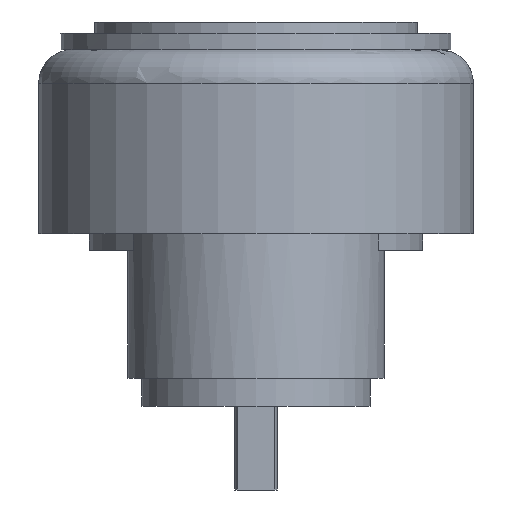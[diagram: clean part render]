
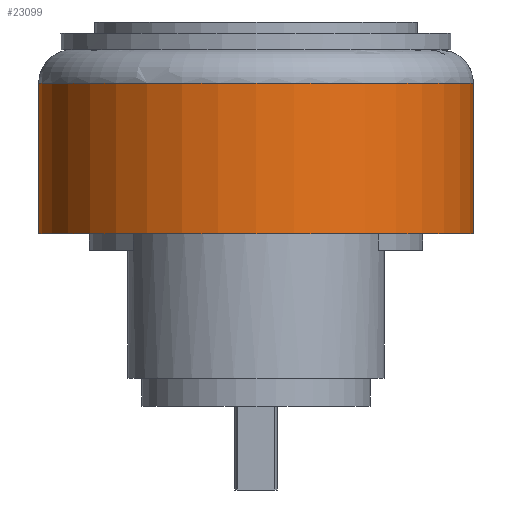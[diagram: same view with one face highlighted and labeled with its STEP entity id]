
A CAD part, left-side view. The second image highlights one B-rep face of the part: STEP entity #23099.
In plain terms, the highlighted cylindrical face has radius 39 mm (diameter 78 mm), a partial arc.
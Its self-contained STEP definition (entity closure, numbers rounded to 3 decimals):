
#525=CYLINDRICAL_SURFACE('',#24633,39.);
#994=FACE_OUTER_BOUND('',#2267,.T.);
#2267=EDGE_LOOP('',(#16086,#16087,#16088,#16089));
#3639=CIRCLE('',#24634,39.);
#3640=CIRCLE('',#24635,39.);
#4808=LINE('',#36211,#7102);
#4809=LINE('',#36214,#7103);
#7102=VECTOR('',#27789,10.);
#7103=VECTOR('',#27792,10.);
#9491=VERTEX_POINT('',#36207);
#9492=VERTEX_POINT('',#36208);
#9493=VERTEX_POINT('',#36210);
#9494=VERTEX_POINT('',#36212);
#12001=EDGE_CURVE('',#9491,#9492,#3639,.T.);
#12002=EDGE_CURVE('',#9493,#9491,#4808,.T.);
#12003=EDGE_CURVE('',#9493,#9494,#3640,.T.);
#12004=EDGE_CURVE('',#9494,#9492,#4809,.T.);
#16086=ORIENTED_EDGE('',*,*,#12001,.F.);
#16087=ORIENTED_EDGE('',*,*,#12002,.F.);
#16088=ORIENTED_EDGE('',*,*,#12003,.T.);
#16089=ORIENTED_EDGE('',*,*,#12004,.T.);
#23099=ADVANCED_FACE('',(#994),#525,.T.);
#24633=AXIS2_PLACEMENT_3D('',#36206,#27785,#27786);
#24634=AXIS2_PLACEMENT_3D('',#36209,#27787,#27788);
#24635=AXIS2_PLACEMENT_3D('',#36213,#27790,#27791);
#27785=DIRECTION('center_axis',(0.,0.,
1.));
#27786=DIRECTION('ref_axis',(0.,1.,0.));
#27787=DIRECTION('center_axis',(0.,0.,
1.));
#27788=DIRECTION('ref_axis',(-1.,0.,0.));
#27789=DIRECTION('',(0.,0.,1.));
#27790=DIRECTION('center_axis',(0.,0.,
1.));
#27791=DIRECTION('ref_axis',(0.,1.,0.));
#27792=DIRECTION('',(0.,0.,1.));
#36206=CARTESIAN_POINT('Origin',(87.637,222.114,-115.739));
#36207=CARTESIAN_POINT('',(87.637,261.114,-88.739));
#36208=CARTESIAN_POINT('',(87.637,183.114,-88.739));
#36209=CARTESIAN_POINT('Origin',(87.637,222.114,-88.739));
#36210=CARTESIAN_POINT('',(87.637,261.114,-115.739));
#36211=CARTESIAN_POINT('',(87.637,261.114,-115.739));
#36212=CARTESIAN_POINT('',(87.637,183.114,-115.739));
#36213=CARTESIAN_POINT('Origin',(87.637,222.114,-115.739));
#36214=CARTESIAN_POINT('',(87.637,183.114,-115.739));
